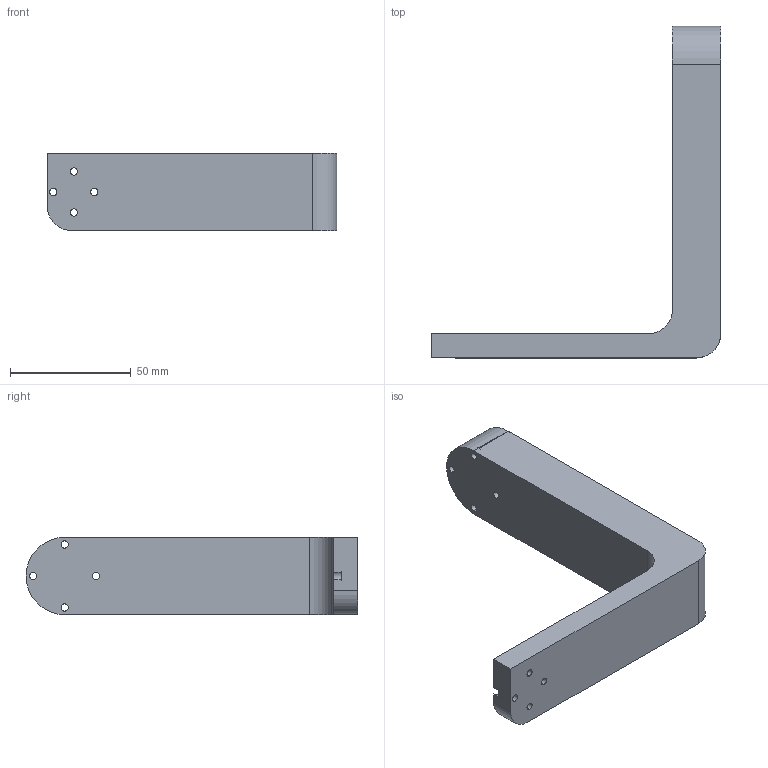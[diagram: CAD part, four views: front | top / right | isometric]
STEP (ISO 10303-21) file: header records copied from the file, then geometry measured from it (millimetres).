
FILE_DESCRIPTION (( 'STEP AP214' ), '1' );
FILE_NAME ('Pan Arm Latest.STEP', '2025-04-20T08:16:44', ( '' ), ( '' ), 'SwSTEP 2.0', 'SolidWorks 2022', '' );
FILE_SCHEMA (( 'AUTOMOTIVE_DESIGN' ));
Length unit declared in the file: millimetre
Products named in the file (1): Pan Arm Latest
Bounding box: 120 x 137.62 x 32 mm (x, y, z)
Volume: 115429.8 mm3; surface area: 24781.9 mm2
Topology: 1 solids, 1 shells, 52 faces, 129 edges, 86 vertices
Faces by surface type: cylinder 37, plane 15
Entity records: 1653 total; most frequent: DIRECTION 309, CARTESIAN_POINT 268, ORIENTED_EDGE 258, EDGE_CURVE 129, AXIS2_PLACEMENT_3D 127, VERTEX_POINT 86, EDGE_LOOP 75, CIRCLE 74
